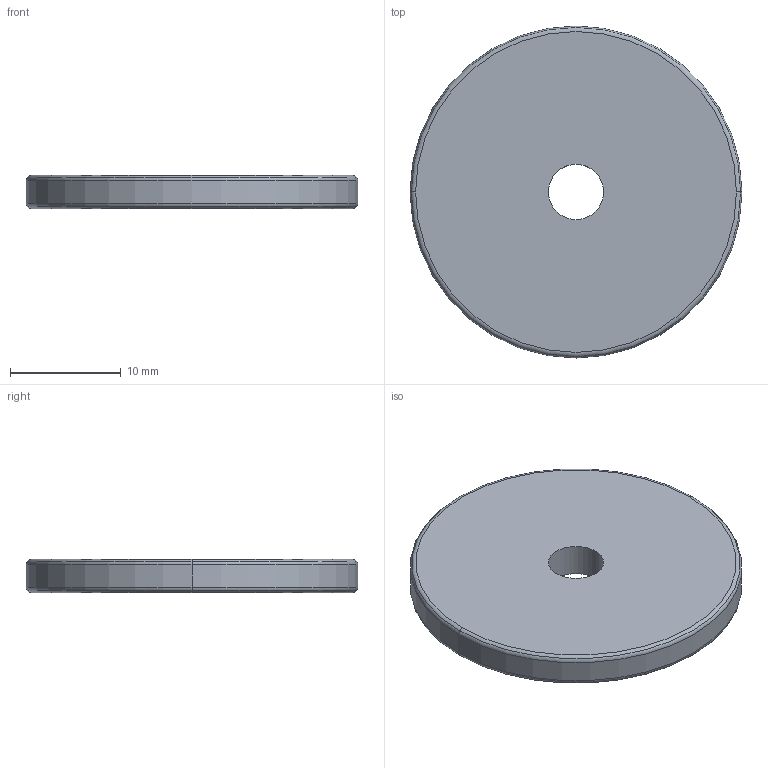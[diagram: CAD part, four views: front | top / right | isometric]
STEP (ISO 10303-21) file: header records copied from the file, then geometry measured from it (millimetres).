
FILE_DESCRIPTION((''),'2;1');
FILE_NAME('RF30-TGH-ER3016K','2024-11-08T09:34:58',('elco'),(''),'CREO PARAMETRIC BY PTC INC, 2022424','CREO PARAMETRIC BY PTC INC, 2022424','');
FILE_SCHEMA(('CONFIG_CONTROL_DESIGN'));
Length unit declared in the file: millimetre
Products named in the file (1): RF30-TGH-ER3016K
Bounding box: 30 x 30 x 3 mm (x, y, z)
Volume: 2051.6 mm3; surface area: 1663.6 mm2
Topology: 1 solids, 1 shells, 14 faces, 28 edges, 16 vertices
Faces by surface type: torus 8, cylinder 4, plane 2
Entity records: 414 total; most frequent: DIRECTION 80, CARTESIAN_POINT 58, ORIENTED_EDGE 56, AXIS2_PLACEMENT_3D 38, EDGE_CURVE 28, CIRCLE 24, VERTEX_POINT 16, EDGE_LOOP 16
